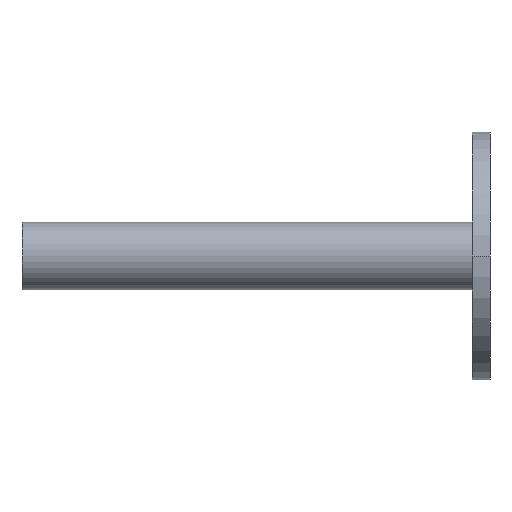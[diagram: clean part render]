
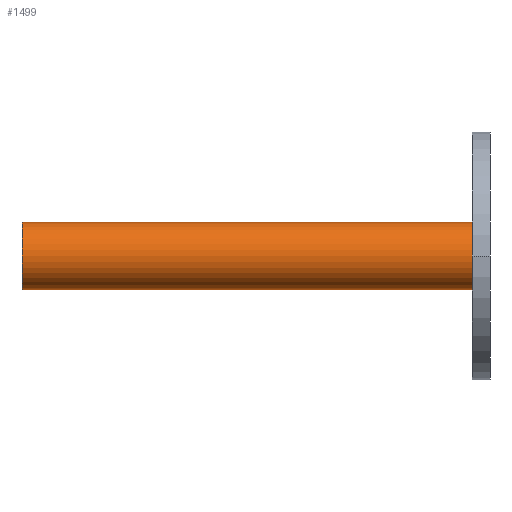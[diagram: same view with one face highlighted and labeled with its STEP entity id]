
A CAD part, left-side view. The second image highlights one B-rep face of the part: STEP entity #1499.
In plain terms, the highlighted cylindrical face has radius 15 mm (diameter 30 mm), a partial arc.
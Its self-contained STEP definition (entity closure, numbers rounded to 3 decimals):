
#38 = VERTEX_POINT ( 'NONE', #661 ) ;
#147 = CIRCLE ( 'NONE', #722, 15. ) ;
#217 = ORIENTED_EDGE ( 'NONE', *, *, #1386, .F. ) ;
#220 = FACE_OUTER_BOUND ( 'NONE', #1553, .T. ) ;
#244 = VECTOR ( 'NONE', #1795, 1000. ) ;
#250 = DIRECTION ( 'NONE',  ( 0., -1., 0. ) ) ;
#270 = AXIS2_PLACEMENT_3D ( 'NONE', #525, #250, #1331 ) ;
#275 = CARTESIAN_POINT ( 'NONE',  ( 0., 208., -15. ) ) ;
#295 = VECTOR ( 'NONE', #1036, 1000. ) ;
#335 = DIRECTION ( 'NONE',  ( 0., 0., 1. ) ) ;
#384 = CARTESIAN_POINT ( 'NONE',  ( 0., 8., 0. ) ) ;
#525 = CARTESIAN_POINT ( 'NONE',  ( 0., 208., 0. ) ) ;
#604 = CARTESIAN_POINT ( 'NONE',  ( 0., 208., 0. ) ) ;
#605 = VERTEX_POINT ( 'NONE', #1049 ) ;
#652 = LINE ( 'NONE', #761, #295 ) ;
#661 = CARTESIAN_POINT ( 'NONE',  ( 0., 208., 15. ) ) ;
#722 = AXIS2_PLACEMENT_3D ( 'NONE', #604, #1157, #335 ) ;
#741 = CARTESIAN_POINT ( 'NONE',  ( 0., 8., 15. ) ) ;
#744 = ORIENTED_EDGE ( 'NONE', *, *, #845, .F. ) ;
#761 = CARTESIAN_POINT ( 'NONE',  ( 0., 208., 15. ) ) ;
#767 = ORIENTED_EDGE ( 'NONE', *, *, #1310, .T. ) ;
#797 = DIRECTION ( 'NONE',  ( 0., 0., 1. ) ) ;
#845 = EDGE_CURVE ( 'NONE', #38, #1031, #652, .T. ) ;
#873 = VERTEX_POINT ( 'NONE', #1466 ) ;
#1031 = VERTEX_POINT ( 'NONE', #741 ) ;
#1036 = DIRECTION ( 'NONE',  ( 0., -1., 0. ) ) ;
#1049 = CARTESIAN_POINT ( 'NONE',  ( 0., 208., -15. ) ) ;
#1069 = AXIS2_PLACEMENT_3D ( 'NONE', #384, #1612, #797 ) ;
#1111 = EDGE_CURVE ( 'NONE', #873, #1031, #1370, .T. ) ;
#1157 = DIRECTION ( 'NONE',  ( 0., 1., 0. ) ) ;
#1226 = LINE ( 'NONE', #275, #244 ) ;
#1310 = EDGE_CURVE ( 'NONE', #605, #873, #1226, .T. ) ;
#1331 = DIRECTION ( 'NONE',  ( 0., 0., -1. ) ) ;
#1370 = CIRCLE ( 'NONE', #1069, 15. ) ;
#1386 = EDGE_CURVE ( 'NONE', #605, #38, #147, .T. ) ;
#1453 = ORIENTED_EDGE ( 'NONE', *, *, #1111, .T. ) ;
#1466 = CARTESIAN_POINT ( 'NONE',  ( 0., 8., -15. ) ) ;
#1499 = ADVANCED_FACE ( 'NONE', ( #220 ), #1756, .T. ) ;
#1553 = EDGE_LOOP ( 'NONE', ( #744, #217, #767, #1453 ) ) ;
#1612 = DIRECTION ( 'NONE',  ( 0., 1., 0. ) ) ;
#1756 = CYLINDRICAL_SURFACE ( 'NONE', #270, 15. ) ;
#1795 = DIRECTION ( 'NONE',  ( 0., -1., 0. ) ) ;
